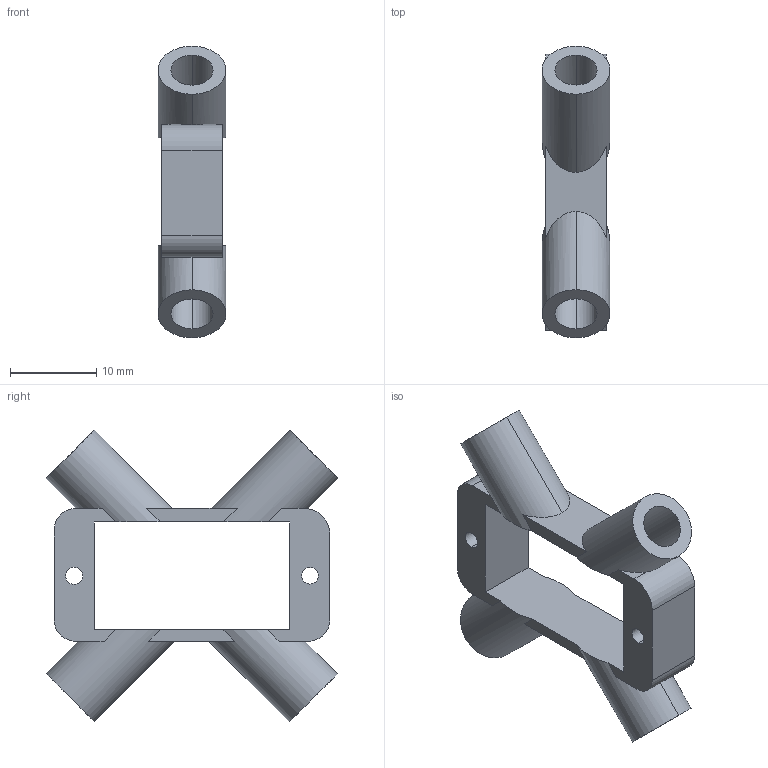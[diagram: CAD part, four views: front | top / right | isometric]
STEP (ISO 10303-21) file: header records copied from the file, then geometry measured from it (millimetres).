
FILE_DESCRIPTION (( 'STEP AP203' ), '1' );
FILE_NAME ('servo holder 2.STEP', '2025-07-24T15:31:22', ( '' ), ( '' ), 'SwSTEP 2.0', 'SolidWorks 2025', '' );
FILE_SCHEMA (( 'CONFIG_CONTROL_DESIGN' ));
Length unit declared in the file: millimetre
Products named in the file (1): servo holder 2
Bounding box: 7.9 x 33.9 x 33.9 mm (x, y, z)
Volume: 2502.9 mm3; surface area: 3048.8 mm2
Topology: 1 solids, 1 shells, 53 faces, 147 edges, 98 vertices
Faces by surface type: plane 29, cylinder 24
Entity records: 1790 total; most frequent: CARTESIAN_POINT 407, ORIENTED_EDGE 294, DIRECTION 253, EDGE_CURVE 147, VERTEX_POINT 98, AXIS2_PLACEMENT_3D 86, VECTOR 81, LINE 81
